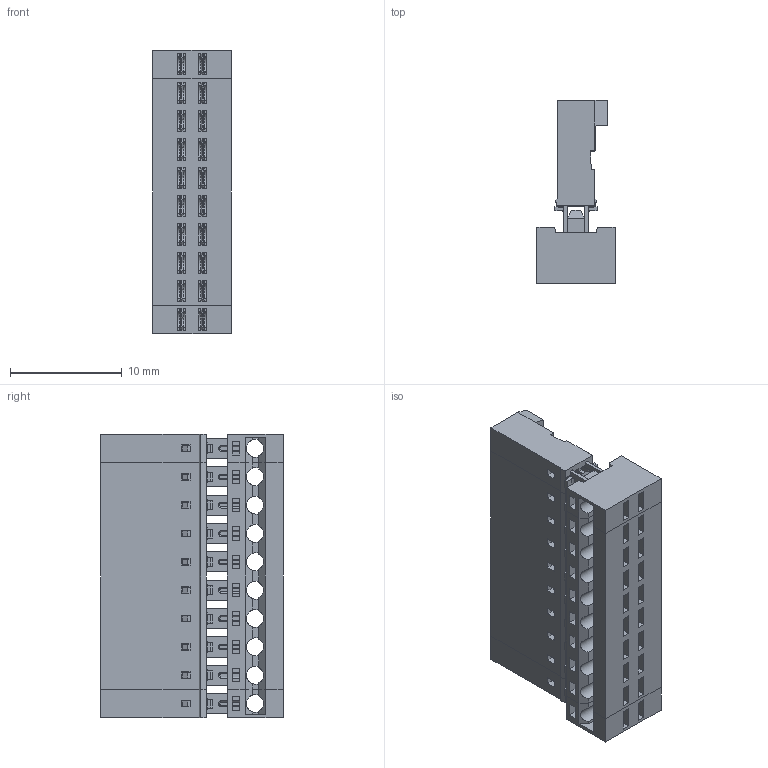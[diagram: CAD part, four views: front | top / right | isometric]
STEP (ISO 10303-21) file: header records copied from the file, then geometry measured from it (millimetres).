
FILE_DESCRIPTION(/* description */ ('Unknown'),/* implementation_level */ '2;1');
FILE_NAME(/* name */ '661010151922',/* time_stamp */ '2016-01-18T16:07:30+01:00',/* author */ ('Unknown'),/* organization */ ('Unknown'),/* preprocessor_version */ 'ST-DEVELOPER v16',/* originating_system */ 'DEX',/* authorisation */ $);
FILE_SCHEMA (('AUTOMOTIVE_DESIGN {1 0 10303 214 3 1 1}'));
Products named in the file (4): 6610xx151922; 661010151922; 47828371_03_20_440_DX; 47828371_03_20_440_SX
Assembly tree (3 placements, depth 2):
  6610xx151922
    661010151922
    47828371_03_20_440_DX
    47828371_03_20_440_SX
Bounding box: 7 x 16.35 x 25.4 mm (x, y, z)
Volume: 1241.6 mm3; surface area: 3749.2 mm2
Topology: 3 solids, 3 shells, 2337 faces, 7054 edges, 4530 vertices
Faces by surface type: plane 2137, cylinder 160, cone 40
Entity records: 94493 total; most frequent: ORIENTED_EDGE 14108, CARTESIAN_POINT 13925, DIRECTION 12316, EDGE_CURVE 7054, LINE 6474, VECTOR 6474, VERTEX_POINT 4530, AXIS2_PLACEMENT_3D 2921
